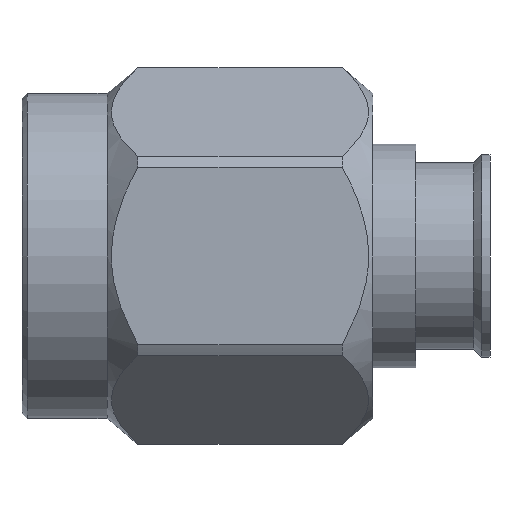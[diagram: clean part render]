
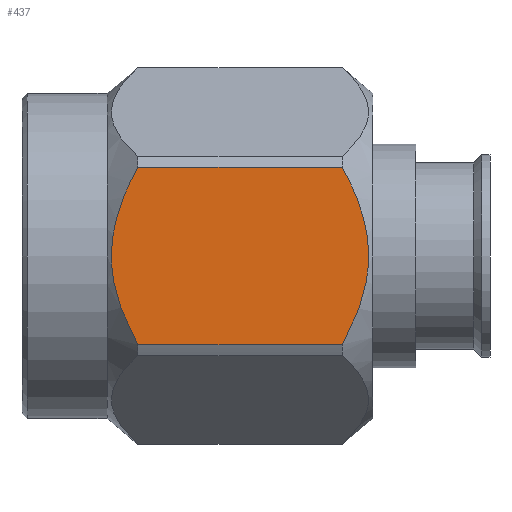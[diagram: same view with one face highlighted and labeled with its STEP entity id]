
A CAD part, front view. The second image highlights one B-rep face of the part: STEP entity #437.
In plain terms, the highlighted planar face has unit normal (0, -1, 0).
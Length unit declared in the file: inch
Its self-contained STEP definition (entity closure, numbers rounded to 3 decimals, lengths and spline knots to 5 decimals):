
#20 = CARTESIAN_POINT ( 'NONE',  ( 0.08853, -0.15625, 0.03426 ) ) ;
#47 = CARTESIAN_POINT ( 'NONE',  ( 0.08924, -0.15625, 0.03698 ) ) ;
#85 = CARTESIAN_POINT ( 'NONE',  ( 0.31833, -0.15625, -0.04496 ) ) ;
#96 = CARTESIAN_POINT ( 'NONE',  ( 0.32248, -0.15625, 0.03036 ) ) ;
#129 = PLANE ( 'NONE',  #1548 ) ;
#157 = VERTEX_POINT ( 'NONE', #3030 ) ;
#162 = VERTEX_POINT ( 'NONE', #1858 ) ;
#240 = ORIENTED_EDGE ( 'NONE', *, *, #1331, .T. ) ;
#242 = EDGE_CURVE ( 'NONE', #1403, #162, #2678, .T. ) ;
#332 = CARTESIAN_POINT ( 'NONE',  ( 0.08648, -0.15624, 0.02526 ) ) ;
#435 = CARTESIAN_POINT ( 'NONE',  ( 0.54, -0.15625, -0.08326 ) ) ;
#437 = ADVANCED_FACE ( 'NONE', ( #2262 ), #129, .T. ) ;
#441 = EDGE_CURVE ( 'NONE', #3181, #157, #3094, .T. ) ;
#450 = CARTESIAN_POINT ( 'NONE',  ( 0.10165, -0.15625, -0.06965 ) ) ;
#493 = B_SPLINE_CURVE_WITH_KNOTS ( 'NONE', 3,
 ( #511, #539, #552, #1667, #1400, #3247, #85, #625, #882, #1366, #853, #1151, #3261, #96, #1935, #2199, #2480, #638, #1641, #897, #1100, #2954 ),
 .UNSPECIFIED., .F., .F.,
 ( 4, 1, 1, 1, 1, 2, 2, 2, 1, 1, 1, 1, 2, 2, 4 ),
 ( 0., 0.125, 0.1875, 0.21875, 0.23438, 0.24219, 0.25, 0.5, 0.625, 0.6875, 0.71875, 0.73438, 0.74219, 0.75, 1. ),
 .UNSPECIFIED. ) ;
#500 = CARTESIAN_POINT ( 'NONE',  ( 0.3011, -0.15625, 0.08326 ) ) ;
#511 = CARTESIAN_POINT ( 'NONE',  ( 0.3011, -0.15625, -0.08326 ) ) ;
#539 = CARTESIAN_POINT ( 'NONE',  ( 0.30498, -0.15625, -0.07632 ) ) ;
#552 = CARTESIAN_POINT ( 'NONE',  ( 0.31012, -0.15625, -0.06613 ) ) ;
#599 = CARTESIAN_POINT ( 'NONE',  ( 0.08472, -0.15624, 0.01451 ) ) ;
#625 = CARTESIAN_POINT ( 'NONE',  ( 0.31859, -0.15625, -0.04417 ) ) ;
#638 = CARTESIAN_POINT ( 'NONE',  ( 0.31919, -0.15625, 0.04226 ) ) ;
#730 = CARTESIAN_POINT ( 'NONE',  ( 0.0972, -0.15625, -0.05967 ) ) ;
#778 = VECTOR ( 'NONE', #1472, 39.37008 ) ;
#822 = CARTESIAN_POINT ( 'NONE',  ( 0.08643, -0.15625, -0.02848 ) ) ;
#853 = CARTESIAN_POINT ( 'NONE',  ( 0.32587, -0.15625, -0.01428 ) ) ;
#874 = CARTESIAN_POINT ( 'NONE',  ( 0.09136, -0.15625, -0.044 ) ) ;
#882 = CARTESIAN_POINT ( 'NONE',  ( 0.3187, -0.15625, -0.04383 ) ) ;
#897 = CARTESIAN_POINT ( 'NONE',  ( 0.31485, -0.15625, 0.05594 ) ) ;
#906 = VECTOR ( 'NONE', #3087, 39.37008 ) ;
#920 = DIRECTION ( 'NONE',  ( 0., 0., -1. ) ) ;
#1041 = EDGE_CURVE ( 'NONE', #3181, #162, #2342, .T. ) ;
#1100 = CARTESIAN_POINT ( 'NONE',  ( 0.30892, -0.15625, 0.0693 ) ) ;
#1151 = CARTESIAN_POINT ( 'NONE',  ( 0.32589, -0.15625, 0.00695 ) ) ;
#1163 = ORIENTED_EDGE ( 'NONE', *, *, #441, .T. ) ;
#1221 = CARTESIAN_POINT ( 'NONE',  ( 0.54, -0.15625, 0.08326 ) ) ;
#1331 = EDGE_CURVE ( 'NONE', #157, #1403, #493, .T. ) ;
#1366 = CARTESIAN_POINT ( 'NONE',  ( 0.32352, -0.15625, -0.0287 ) ) ;
#1381 = CARTESIAN_POINT ( 'NONE',  ( 0.10124, -0.15625, 0.06959 ) ) ;
#1400 = CARTESIAN_POINT ( 'NONE',  ( 0.31697, -0.15625, -0.04897 ) ) ;
#1403 = VERTEX_POINT ( 'NONE', #500 ) ;
#1450 = ORIENTED_EDGE ( 'NONE', *, *, #1041, .F. ) ;
#1472 = DIRECTION ( 'NONE',  ( 1., 0., 0. ) ) ;
#1548 = AXIS2_PLACEMENT_3D ( 'NONE', #3318, #2788, #920 ) ;
#1618 = CARTESIAN_POINT ( 'NONE',  ( 0.0841, -0.15625, -0.01436 ) ) ;
#1641 = CARTESIAN_POINT ( 'NONE',  ( 0.31903, -0.15625, 0.04278 ) ) ;
#1645 = CARTESIAN_POINT ( 'NONE',  ( 0.08413, -0.15625, 0.00737 ) ) ;
#1667 = CARTESIAN_POINT ( 'NONE',  ( 0.31489, -0.15625, -0.05463 ) ) ;
#1800 = CARTESIAN_POINT ( 'NONE',  ( 0.10506, -0.15625, -0.07639 ) ) ;
#1850 = CARTESIAN_POINT ( 'NONE',  ( 0.09582, -0.15625, -0.05635 ) ) ;
#1858 = CARTESIAN_POINT ( 'NONE',  ( 0.1089, -0.15625, 0.08326 ) ) ;
#1887 = CARTESIAN_POINT ( 'NONE',  ( 0.09017, -0.15625, 0.04017 ) ) ;
#1935 = CARTESIAN_POINT ( 'NONE',  ( 0.32082, -0.15625, 0.03676 ) ) ;
#2151 = CARTESIAN_POINT ( 'NONE',  ( 0.09103, -0.15625, 0.04296 ) ) ;
#2163 = CARTESIAN_POINT ( 'NONE',  ( 0.09533, -0.15625, 0.05646 ) ) ;
#2199 = CARTESIAN_POINT ( 'NONE',  ( 0.31989, -0.15625, 0.03996 ) ) ;
#2262 = FACE_OUTER_BOUND ( 'NONE', #3107, .T. ) ;
#2342 = B_SPLINE_CURVE_WITH_KNOTS ( 'NONE', 3,
 ( #3128, #1800, #450, #730, #1850, #2935, #2357, #3150, #2631, #874, #2958, #822, #1618, #1645, #599, #332, #3200, #20, #47, #1887, #2968, #2449, #2151, #2163, #1381, #2721 ),
 .UNSPECIFIED., .F., .F.,
 ( 4, 2, 2, 1, 1, 2, 2, 2, 2, 2, 1, 1, 2, 2, 4 ),
 ( 0., 0.125, 0.1875, 0.21875, 0.23438, 0.24219, 0.25, 0.5, 0.625, 0.6875, 0.71875, 0.73438, 0.74219, 0.75, 1. ),
 .UNSPECIFIED. ) ;
#2357 = CARTESIAN_POINT ( 'NONE',  ( 0.09302, -0.15625, -0.04893 ) ) ;
#2376 = CARTESIAN_POINT ( 'NONE',  ( 0.1089, -0.15625, -0.08326 ) ) ;
#2449 = CARTESIAN_POINT ( 'NONE',  ( 0.09087, -0.15625, 0.04245 ) ) ;
#2480 = CARTESIAN_POINT ( 'NONE',  ( 0.31948, -0.15625, 0.04134 ) ) ;
#2631 = CARTESIAN_POINT ( 'NONE',  ( 0.09163, -0.15625, -0.04482 ) ) ;
#2678 = LINE ( 'NONE', #1221, #906 ) ;
#2721 = CARTESIAN_POINT ( 'NONE',  ( 0.1089, -0.15625, 0.08326 ) ) ;
#2788 = DIRECTION ( 'NONE',  ( 0., -1., 0. ) ) ;
#2935 = CARTESIAN_POINT ( 'NONE',  ( 0.09393, -0.15625, -0.0514 ) ) ;
#2936 = ORIENTED_EDGE ( 'NONE', *, *, #242, .T. ) ;
#2954 = CARTESIAN_POINT ( 'NONE',  ( 0.3011, -0.15625, 0.08326 ) ) ;
#2958 = CARTESIAN_POINT ( 'NONE',  ( 0.09124, -0.15625, -0.04364 ) ) ;
#2968 = CARTESIAN_POINT ( 'NONE',  ( 0.09059, -0.15625, 0.04154 ) ) ;
#3030 = CARTESIAN_POINT ( 'NONE',  ( 0.3011, -0.15625, -0.08326 ) ) ;
#3087 = DIRECTION ( 'NONE',  ( -1., 0., 0. ) ) ;
#3094 = LINE ( 'NONE', #435, #778 ) ;
#3107 = EDGE_LOOP ( 'NONE', ( #2936, #1450, #1163, #240 ) ) ;
#3128 = CARTESIAN_POINT ( 'NONE',  ( 0.1089, -0.15625, -0.08326 ) ) ;
#3150 = CARTESIAN_POINT ( 'NONE',  ( 0.09203, -0.15625, -0.04605 ) ) ;
#3181 = VERTEX_POINT ( 'NONE', #2376 ) ;
#3200 = CARTESIAN_POINT ( 'NONE',  ( 0.08721, -0.15624, 0.02885 ) ) ;
#3247 = CARTESIAN_POINT ( 'NONE',  ( 0.31793, -0.15625, -0.04616 ) ) ;
#3261 = CARTESIAN_POINT ( 'NONE',  ( 0.32502, -0.15625, 0.01767 ) ) ;
#3318 = CARTESIAN_POINT ( 'NONE',  ( 0.54, -0.15625, -0.09021 ) ) ;
